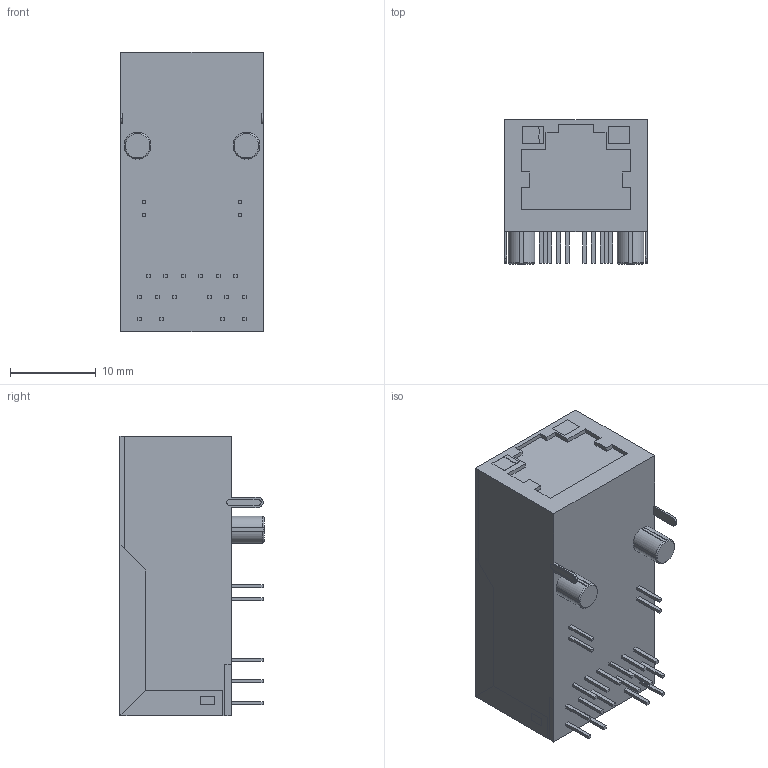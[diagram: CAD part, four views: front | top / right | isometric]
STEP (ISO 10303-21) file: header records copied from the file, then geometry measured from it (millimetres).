
FILE_DESCRIPTION (( 'STEP AP214' ), '1' );
FILE_NAME ('ARJ-199.STEP', '2017-07-07T08:25:36', ( 'sathurthi' ), ( '' ), 'SwSTEP 2.0', 'SolidWorks 2016', '' );
FILE_SCHEMA (( 'AUTOMOTIVE_DESIGN' ));
Length unit declared in the file: millimetre
Products named in the file (1): ARJ-199
Bounding box: 16.6 x 16.8 x 32.6 mm (x, y, z)
Volume: 7054.7 mm3; surface area: 2603.1 mm2
Topology: 1 solids, 1 shells, 291 faces, 759 edges, 510 vertices
Faces by surface type: plane 239, bspline 29, cylinder 15, cone 8
Entity records: 11598 total; most frequent: CARTESIAN_POINT 3406, ORIENTED_EDGE 1518, DIRECTION 1233, EDGE_CURVE 759, LINE 631, VECTOR 631, VERTEX_POINT 510, EDGE_LOOP 331
